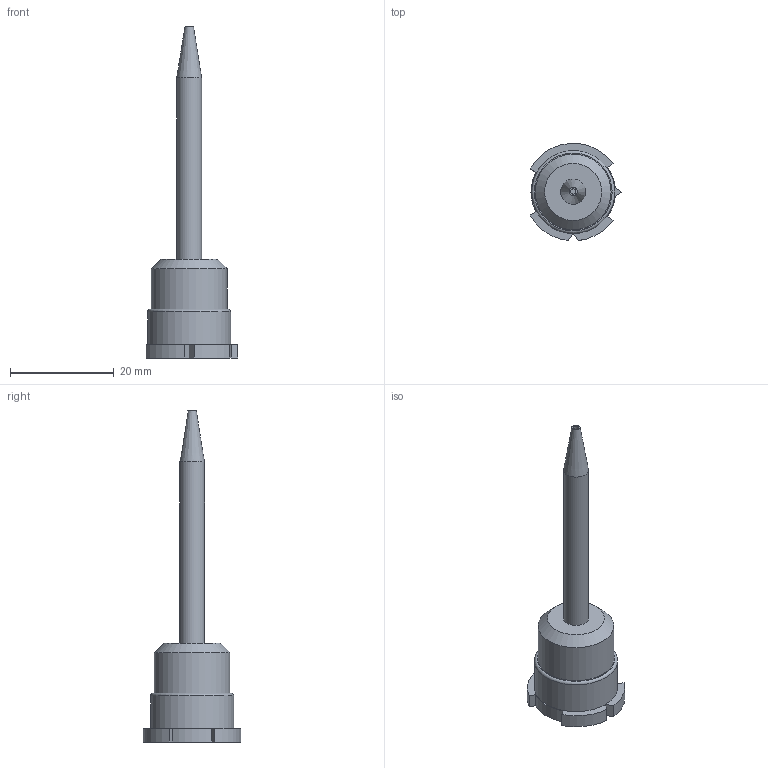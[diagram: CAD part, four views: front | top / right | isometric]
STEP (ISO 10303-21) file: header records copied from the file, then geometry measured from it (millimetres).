
FILE_DESCRIPTION(/* description */ ('Unknown','CAx-IF Rec.Pracs.---Representation and Presentation of Product Manufacturing Information (PMI)---4.0---2014-10-13','CAx-IF Rec.Pracs.---3D Tessellated Geometry---0.4---2014-09-14','2;1'),/* implementation_level */ '2;1');
FILE_NAME(/* name */ 'M-50D-312-K',/* time_stamp */ '2023-03-03T16:18:38+01:00',/* author */ ('Unknown'),/* organization */ ('Unknown'),/* preprocessor_version */ 'ST-DEVELOPER v16.7',/* originating_system */ 'Solid Edge',/* authorisation */ 'Unknown');
FILE_SCHEMA (('AP242_MANAGED_MODEL_BASED_3D_ENGINEERING_MIM_LF { 1 0 10303 442 1 1 4 }'));
Length unit declared in the file: millimetre
Products named in the file (1): M-50D-312-K
Bounding box: 17.68 x 18.73 x 64 mm (x, y, z)
Volume: 3890.7 mm3; surface area: 2474.7 mm2
Topology: 1 solids, 1 shells, 28 faces, 64 edges, 41 vertices
Faces by surface type: plane 14, cylinder 10, cone 3, torus 1
Full cylindrical faces by diameter (mm): 3.6 x1, 4.8 x1, 14.6 x1, 16 x1
Entity records: 957 total; most frequent: DIRECTION 136, CARTESIAN_POINT 122, ORIENTED_EDGE 108, EDGE_CURVE 54, AXIS2_PLACEMENT_3D 53, VERTEX_POINT 39, EDGE_LOOP 39, FACE_BOUND 39
